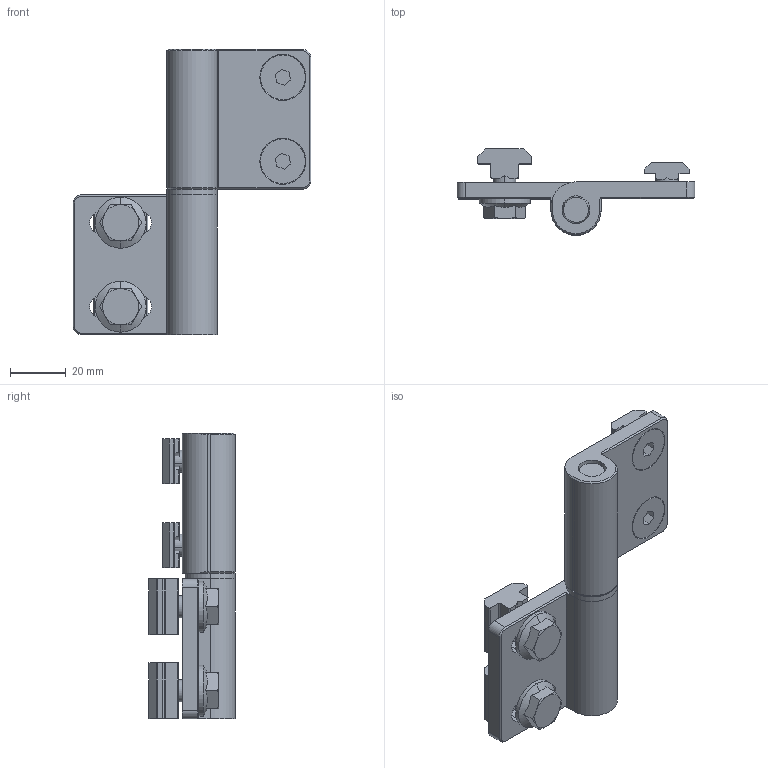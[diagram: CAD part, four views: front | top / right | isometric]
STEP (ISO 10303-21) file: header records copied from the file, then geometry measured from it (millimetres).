
FILE_DESCRIPTION (( 'STEP AP214' ), '1' );
FILE_NAME ('095071.STEP', '2014-08-14T10:11:23', ( '' ), ( '' ), 'SwSTEP 2.0', 'SolidWorks 2014', '' );
FILE_SCHEMA (( 'AUTOMOTIVE_DESIGN' ));
Length unit declared in the file: millimetre
Products named in the file (9): 4din7991m0812ms03; 096014_096 018; 096038; 4din6921m0816m; 095071r04; 095071r03; 095071r02; 095071r01; 095071
Assembly tree (12 placements, depth 2):
  095071
    095071r01
    095071r02
    095071r03
    095071r04
    4din6921m0816m  x2
    096038  x2
    096014_096 018  x2
    4din7991m0812ms03  x2
Bounding box: 85 x 31 x 102 mm (x, y, z)
Volume: 58861.1 mm3; surface area: 30327.8 mm2
Topology: 12 solids, 12 shells, 1095 faces, 2353 edges, 1282 vertices
Faces by surface type: plane 944, cylinder 115, cone 36
Entity records: 25797 total; most frequent: DIRECTION 4607, CARTESIAN_POINT 4347, ORIENTED_EDGE 4146, EDGE_CURVE 2073, AXIS2_PLACEMENT_3D 1564, VECTOR 1479, LINE 1479, VERTEX_POINT 1100
